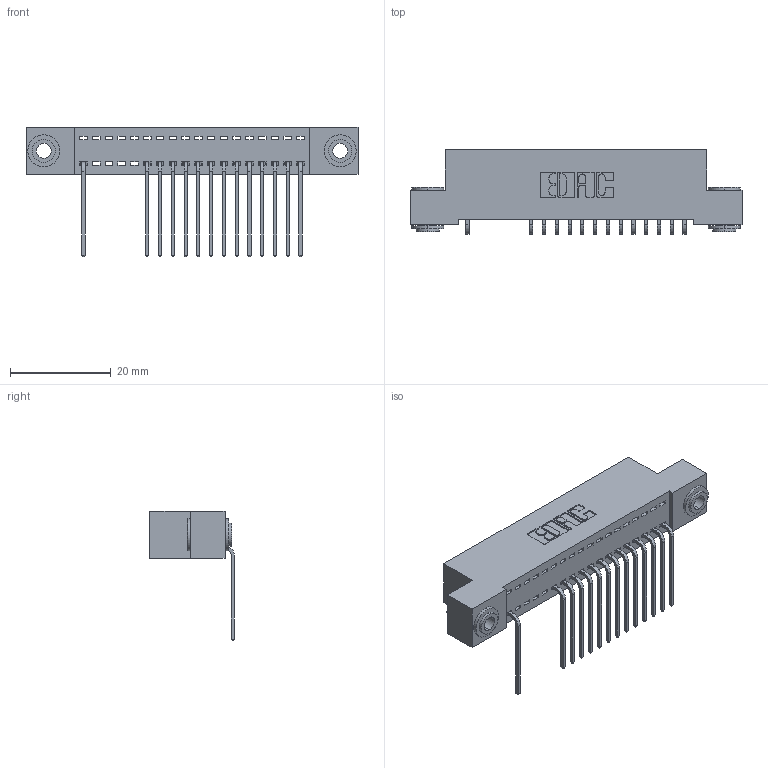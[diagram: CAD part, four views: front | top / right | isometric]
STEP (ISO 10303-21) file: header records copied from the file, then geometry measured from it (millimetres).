
FILE_DESCRIPTION (( 'STEP AP203' ), '1' );
FILE_NAME ('392-018-559-103.STEP', '2018-08-15T04:53:47', ( '' ), ( '' ), 'SwSTEP 2.0', 'SolidWorks 2016', '' );
FILE_SCHEMA (( 'CONFIG_CONTROL_DESIGN' ));
Length unit declared in the file: inch
Products named in the file (4): 342 Part_.156 TH; 345-292-001_558 559 Tail - 1; 342-250-002_345-250-002-102; 392-018-559-103
Assembly tree (17 placements, depth 2):
  392-018-559-103
    342 Part_.156 TH
    345-292-001_558 559 Tail - 1  x14
    342-250-002_345-250-002-102  x2
Bounding box: 66.04 x 16.83 x 25.78 mm (x, y, z)
Volume: 5725.7 mm3; surface area: 8213.9 mm2
Topology: 17 solids, 17 shells, 1036 faces, 3091 edges, 2038 vertices
Faces by surface type: plane 740, cylinder 288, cone 8
Entity records: 14582 total; most frequent: CARTESIAN_POINT 2515, ORIENTED_EDGE 2466, DIRECTION 2199, EDGE_CURVE 1233, VECTOR 1081, LINE 1081, VERTEX_POINT 818, AXIS2_PLACEMENT_3D 559
